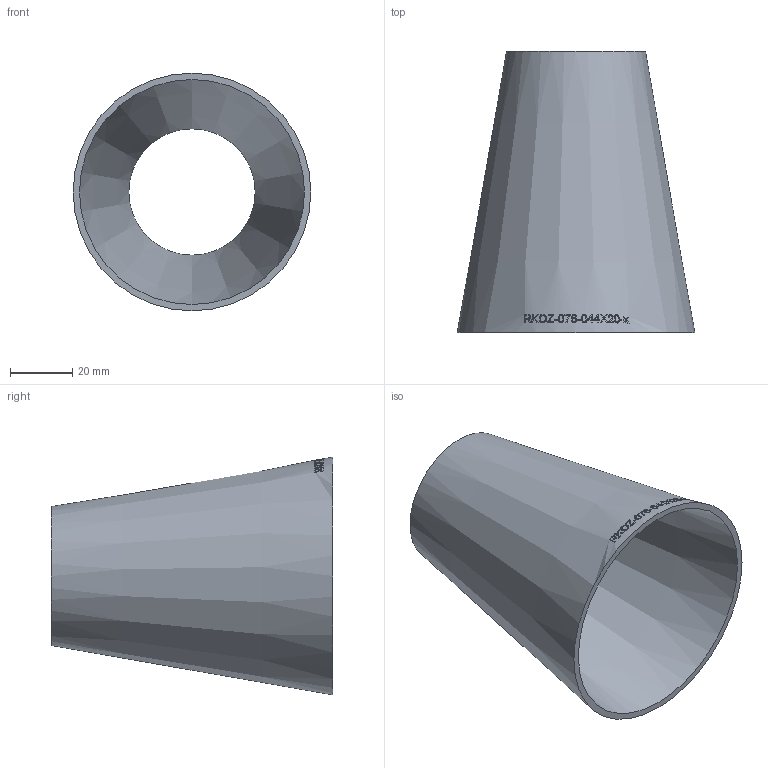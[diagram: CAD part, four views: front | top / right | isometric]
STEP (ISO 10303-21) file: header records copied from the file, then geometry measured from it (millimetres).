
FILE_DESCRIPTION (( 'STEP AP214' ), '1' );
FILE_NAME ('RKOZ-076-044X20-x Reduzierung aus Blech ISO-sonstige 2007.STEP', '2020-07-21T09:48:04', ( '' ), ( '' ), 'SwSTEP 2.0', 'SolidWorks 2019', '' );
FILE_SCHEMA (( 'AUTOMOTIVE_DESIGN' ));
Length unit declared in the file: millimetre
Products named in the file (1): RKOZ-076-044X20-x Reduzierung aus Blech ISO-sonstige 2007
Bounding box: 76.1 x 90 x 76.1 mm (x, y, z)
Volume: 33425.6 mm3; surface area: 34202.5 mm2
Topology: 1 solids, 1 shells, 218 faces, 573 edges, 382 vertices
Faces by surface type: bspline 189, cone 27, plane 2
Entity records: 21306 total; most frequent: CARTESIAN_POINT 15304, ORIENTED_EDGE 1142, EDGE_CURVE 571, B_SPLINE_CURVE_WITH_KNOTS 567, VERTEX_POINT 382, EDGE_LOOP 247, ADVANCED_FACE 218, FACE_OUTER_BOUND 218
